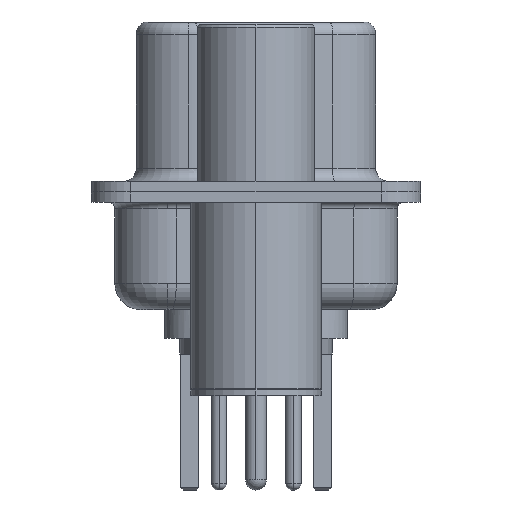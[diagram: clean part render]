
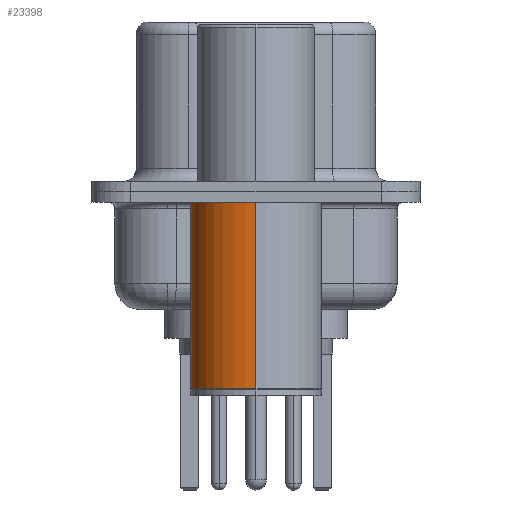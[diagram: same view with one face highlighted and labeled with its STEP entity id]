
A CAD part, left-side view. The second image highlights one B-rep face of the part: STEP entity #23398.
In plain terms, the highlighted cylindrical face has radius 2.5 mm (diameter 5 mm), a partial arc.
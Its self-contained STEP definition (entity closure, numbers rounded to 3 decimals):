
#589 = ORIENTED_EDGE ( 'NONE', *, *, #10022, .F. ) ;
#778 = CARTESIAN_POINT ( 'NONE',  ( 2.5, 0., 0.581 ) ) ;
#1615 = LINE ( 'NONE', #778, #11157 ) ;
#1820 = EDGE_CURVE ( 'NONE', #8713, #10608, #1615, .T. ) ;
#1824 = VECTOR ( 'NONE', #15570, 1000. ) ;
#1855 = ORIENTED_EDGE ( 'NONE', *, *, #11265, .T. ) ;
#6120 = CARTESIAN_POINT ( 'NONE',  ( 2.5, 0., -0.4 ) ) ;
#6354 = DIRECTION ( 'NONE',  ( 0., 0., 1. ) ) ;
#6695 = AXIS2_PLACEMENT_3D ( 'NONE', #14371, #18184, #23827 ) ;
#8165 = CARTESIAN_POINT ( 'NONE',  ( -2.5, 0., 0.581 ) ) ;
#8362 = CARTESIAN_POINT ( 'NONE',  ( -2.5, 0., -0.4 ) ) ;
#8713 = VERTEX_POINT ( 'NONE', #17081 ) ;
#9890 = EDGE_CURVE ( 'NONE', #8713, #13245, #22664, .T. ) ;
#10022 = EDGE_CURVE ( 'NONE', #10608, #17888, #15196, .T. ) ;
#10608 = VERTEX_POINT ( 'NONE', #6120 ) ;
#11157 = VECTOR ( 'NONE', #6354, 1000. ) ;
#11265 = EDGE_CURVE ( 'NONE', #13245, #17888, #15995, .T. ) ;
#12018 = FACE_OUTER_BOUND ( 'NONE', #21202, .T. ) ;
#13245 = VERTEX_POINT ( 'NONE', #18631 ) ;
#13517 = AXIS2_PLACEMENT_3D ( 'NONE', #15399, #13593, #20890 ) ;
#13593 = DIRECTION ( 'NONE',  ( 0., 0., 1. ) ) ;
#14371 = CARTESIAN_POINT ( 'NONE',  ( 0., 0., 0.581 ) ) ;
#15196 = CIRCLE ( 'NONE', #20971, 2.5 ) ;
#15399 = CARTESIAN_POINT ( 'NONE',  ( 0., 0., -7.525 ) ) ;
#15570 = DIRECTION ( 'NONE',  ( 0., 0., 1. ) ) ;
#15733 = ORIENTED_EDGE ( 'NONE', *, *, #1820, .F. ) ;
#15995 = LINE ( 'NONE', #8165, #1824 ) ;
#17081 = CARTESIAN_POINT ( 'NONE',  ( 2.5, 0., -7.525 ) ) ;
#17760 = DIRECTION ( 'NONE',  ( 0., 0., 1. ) ) ;
#17888 = VERTEX_POINT ( 'NONE', #8362 ) ;
#18152 = DIRECTION ( 'NONE',  ( 1., 0., 0. ) ) ;
#18184 = DIRECTION ( 'NONE',  ( 0., 0., 1. ) ) ;
#18631 = CARTESIAN_POINT ( 'NONE',  ( -2.5, 0., -7.525 ) ) ;
#19308 = CARTESIAN_POINT ( 'NONE',  ( 0., 0., -0.4 ) ) ;
#20890 = DIRECTION ( 'NONE',  ( 1., 0., 0. ) ) ;
#20971 = AXIS2_PLACEMENT_3D ( 'NONE', #19308, #17760, #18152 ) ;
#21202 = EDGE_LOOP ( 'NONE', ( #21880, #1855, #589, #15733 ) ) ;
#21880 = ORIENTED_EDGE ( 'NONE', *, *, #9890, .T. ) ;
#22130 = CYLINDRICAL_SURFACE ( 'NONE', #6695, 2.5 ) ;
#22664 = CIRCLE ( 'NONE', #13517, 2.5 ) ;
#23398 = ADVANCED_FACE ( 'NONE', ( #12018 ), #22130, .T. ) ;
#23827 = DIRECTION ( 'NONE',  ( 1., 0., 0. ) ) ;
